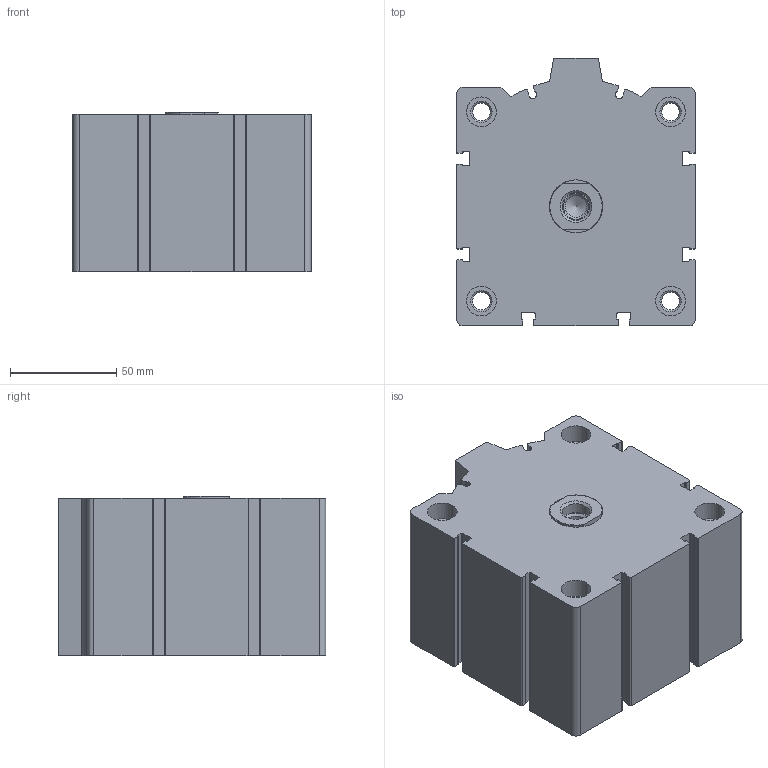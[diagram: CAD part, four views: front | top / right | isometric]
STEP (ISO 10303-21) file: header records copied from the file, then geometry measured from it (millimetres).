
FILE_DESCRIPTION(/* description */ ('STEP AP214'),/* implementation_level */ '2;1');
FILE_NAME(/* name */ '188327_AEVC-100-25-I-P',/* time_stamp */ '2024-08-02T18:31:53+02:00',/* author */ ('License CC BY-ND 4.0'),/* organization */ ('CADENAS'),/* preprocessor_version */ 'ST-DEVELOPER v19.3',/* originating_system */ 'PARTsolutions',/* authorisation */ ' ');
FILE_SCHEMA (('AUTOMOTIVE_DESIGN {1 0 10303 214 3 1 1}'));
Length unit declared in the file: millimetre
Products named in the file (3): 188327 AEVC-100-25-I-P---(asm_0); 188327 AEVC-100-25-I-P---(ZR); 188327 AEVC-100-25-I-P---(KS)
Assembly tree (2 placements, depth 2):
  188327 AEVC-100-25-I-P---(asm_0)
    188327 AEVC-100-25-I-P---(ZR)
    188327 AEVC-100-25-I-P---(KS)
Bounding box: 112.2 x 125.9 x 75 mm (x, y, z)
Volume: 721440.2 mm3; surface area: 135200.5 mm2
Topology: 2 solids, 2 shells, 208 faces, 551 edges, 369 vertices
Faces by surface type: cylinder 98, plane 96, cone 14
Full cylindrical faces by diameter (mm): 4.5 x1, 8.376 x8, 8.5 x4, 10.106 x1, 11.445 x1, 13 x1, 14 x8, 25 x2, 100 x2
Entity records: 6255 total; most frequent: DIRECTION 1122, CARTESIAN_POINT 1066, ORIENTED_EDGE 984, EDGE_CURVE 492, AXIS2_PLACEMENT_3D 423, VERTEX_POINT 351, FACE_BOUND 279, EDGE_LOOP 278
